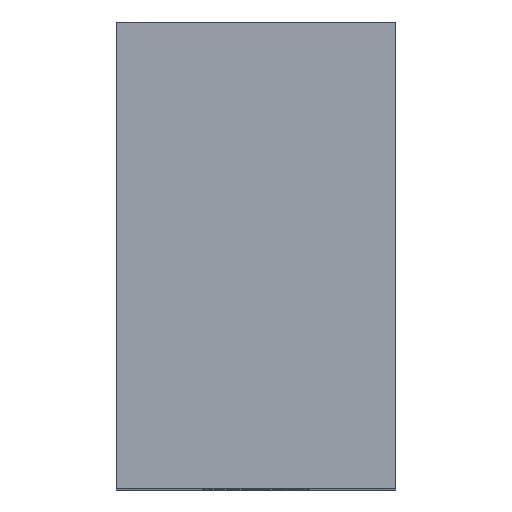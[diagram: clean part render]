
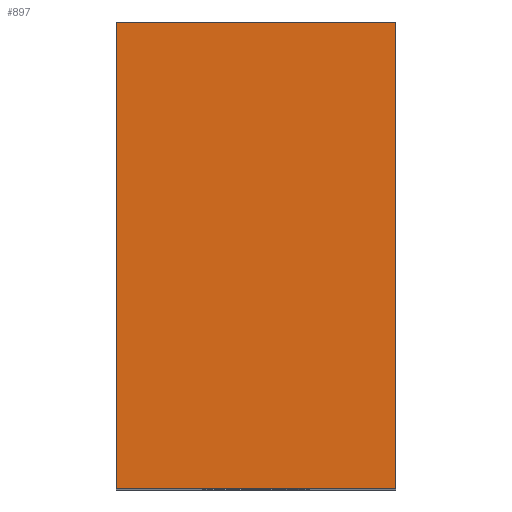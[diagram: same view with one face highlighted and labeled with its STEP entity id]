
A CAD part, top view. The second image highlights one B-rep face of the part: STEP entity #897.
In plain terms, the highlighted planar face has unit normal (0, 0, 1).
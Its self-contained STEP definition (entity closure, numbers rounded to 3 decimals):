
#383 = PLANE ( 'NONE',  #4901 ) ;
#386 = CARTESIAN_POINT ( 'NONE',  ( 0., 0., 90. ) ) ;
#392 = DIRECTION ( 'NONE',  ( 0., 0., 1. ) ) ;
#393 = DIRECTION ( 'NONE',  ( 1., 0., 0. ) ) ;
#794 = CARTESIAN_POINT ( 'NONE',  ( 15., -25., 90. ) ) ;
#795 = CARTESIAN_POINT ( 'NONE',  ( -15., -25., 90. ) ) ;
#897 = ADVANCED_FACE ( 'NONE', ( #1717 ), #383, .T. ) ;
#1453 = ORIENTED_EDGE ( 'NONE', *, *, #4681, .F. ) ;
#1454 = ORIENTED_EDGE ( 'NONE', *, *, #4680, .F. ) ;
#1455 = ORIENTED_EDGE ( 'NONE', *, *, #4677, .T. ) ;
#1456 = ORIENTED_EDGE ( 'NONE', *, *, #4682, .F. ) ;
#1597 = EDGE_LOOP ( 'NONE', ( #1453, #1454, #1455, #1456 ) ) ;
#1717 = FACE_OUTER_BOUND ( 'NONE', #1597, .T. ) ;
#2410 = CARTESIAN_POINT ( 'NONE',  ( 15., 25., 90. ) ) ;
#2414 = CARTESIAN_POINT ( 'NONE',  ( -15., 25., 90. ) ) ;
#3016 = CARTESIAN_POINT ( 'NONE',  ( -15., 0., 90. ) ) ;
#3017 = DIRECTION ( 'NONE',  ( 0., -1., 0. ) ) ;
#3020 = CARTESIAN_POINT ( 'NONE',  ( -15., 25., 90. ) ) ;
#3022 = CARTESIAN_POINT ( 'NONE',  ( 15., 25., 90. ) ) ;
#3023 = DIRECTION ( 'NONE',  ( 1., 0., 0. ) ) ;
#3024 = DIRECTION ( 'NONE',  ( 0., -1., 0. ) ) ;
#3026 = CARTESIAN_POINT ( 'NONE',  ( 15., -25., 90. ) ) ;
#3027 = DIRECTION ( 'NONE',  ( -1., 0., 0. ) ) ;
#3409 = LINE ( 'NONE', #3020, #3471 ) ;
#3466 = LINE ( 'NONE', #3016, #3467 ) ;
#3467 = VECTOR ( 'NONE', #3017, 1000. ) ;
#3469 = LINE ( 'NONE', #3022, #3473 ) ;
#3471 = VECTOR ( 'NONE', #3023, 1000. ) ;
#3473 = VECTOR ( 'NONE', #3024, 1000. ) ;
#3474 = LINE ( 'NONE', #3026, #3475 ) ;
#3475 = VECTOR ( 'NONE', #3027, 1000. ) ;
#3828 = VERTEX_POINT ( 'NONE', #794 ) ;
#3829 = VERTEX_POINT ( 'NONE', #795 ) ;
#3960 = VERTEX_POINT ( 'NONE', #2410 ) ;
#3964 = VERTEX_POINT ( 'NONE', #2414 ) ;
#4677 = EDGE_CURVE ( 'NONE', #3964, #3829, #3466, .T. ) ;
#4680 = EDGE_CURVE ( 'NONE', #3964, #3960, #3409, .T. ) ;
#4681 = EDGE_CURVE ( 'NONE', #3960, #3828, #3469, .T. ) ;
#4682 = EDGE_CURVE ( 'NONE', #3828, #3829, #3474, .T. ) ;
#4901 = AXIS2_PLACEMENT_3D ( 'NONE', #386, #392, #393 ) ;
